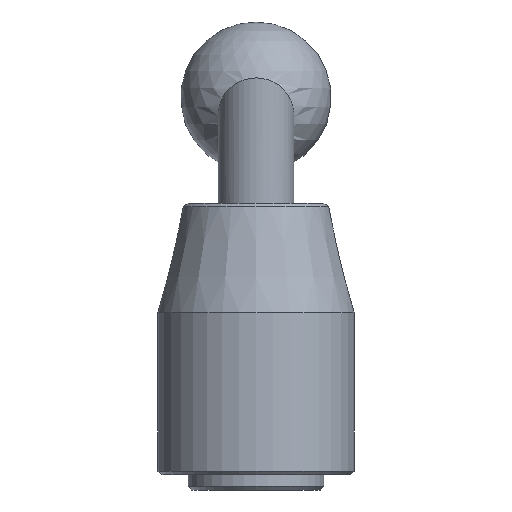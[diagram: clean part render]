
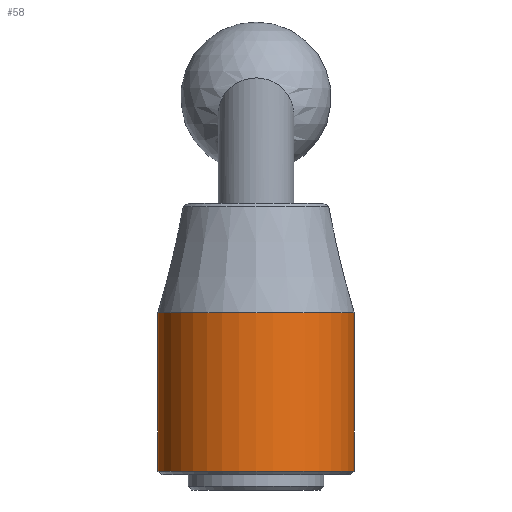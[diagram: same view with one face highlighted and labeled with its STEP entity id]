
A CAD part, left-side view. The second image highlights one B-rep face of the part: STEP entity #58.
In plain terms, the highlighted cylindrical face has radius 13 mm (diameter 26 mm), a full revolution.
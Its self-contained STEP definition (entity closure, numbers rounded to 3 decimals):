
#58 = ADVANCED_FACE( '', ( #122, #123 ), #124, .T. );
#122 = FACE_OUTER_BOUND( '', #184, .T. );
#123 = FACE_OUTER_BOUND( '', #185, .T. );
#124 = CYLINDRICAL_SURFACE( '', #186, 13. );
#184 = EDGE_LOOP( '', ( #260 ) );
#185 = EDGE_LOOP( '', ( #261 ) );
#186 = AXIS2_PLACEMENT_3D( '', #262, #263, #264 );
#260 = ORIENTED_EDGE( '', *, *, #305, .T. );
#261 = ORIENTED_EDGE( '', *, *, #299, .F. );
#262 = CARTESIAN_POINT( '', ( 0., 0., 57.15 ) );
#263 = DIRECTION( '', ( 0., 0., -1. ) );
#264 = DIRECTION( '', ( 1., 0., 0. ) );
#299 = EDGE_CURVE( '', #334, #334, #335, .T. );
#305 = EDGE_CURVE( '', #343, #343, #344, .T. );
#334 = VERTEX_POINT( '', #524 );
#335 = CIRCLE( '', #525, 13. );
#343 = VERTEX_POINT( '', #533 );
#344 = CIRCLE( '', #534, 13. );
#524 = CARTESIAN_POINT( '', ( 13., 0., 23.5 ) );
#525 = AXIS2_PLACEMENT_3D( '', #559, #560, #561 );
#533 = CARTESIAN_POINT( '', ( 13., 0., 2.5 ) );
#534 = AXIS2_PLACEMENT_3D( '', #568, #569, #570 );
#559 = CARTESIAN_POINT( '', ( 0., 0., 23.5 ) );
#560 = DIRECTION( '', ( 0., 0., 1. ) );
#561 = DIRECTION( '', ( 1., 0., 0. ) );
#568 = CARTESIAN_POINT( '', ( 0., 0., 2.5 ) );
#569 = DIRECTION( '', ( 0., 0., 1. ) );
#570 = DIRECTION( '', ( 1., 0., 0. ) );
